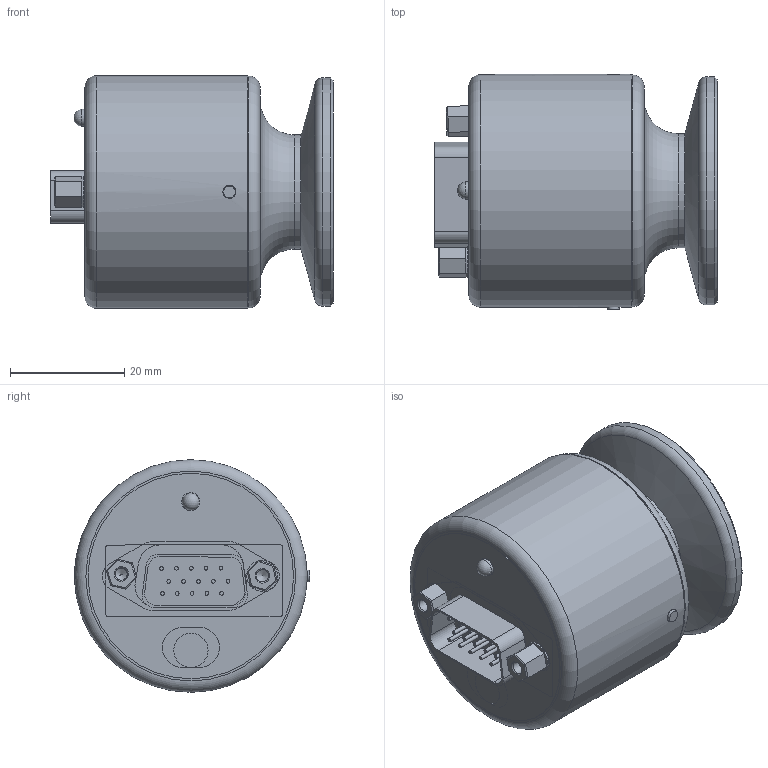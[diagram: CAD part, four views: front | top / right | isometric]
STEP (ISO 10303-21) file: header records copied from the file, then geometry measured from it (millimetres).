
FILE_DESCRIPTION((''),'2;1');
FILE_NAME('902B-KF25-ASSEMBLY.stp','2014-09-02T15:23:33',('HeibyJa'),(''),'Autodesk Inventor 2013','Autodesk Inventor 2013','');
FILE_SCHEMA(('AUTOMOTIVE_DESIGN { 1 0 10303 214 1 1 1 1 }'));
Length unit declared in the file: millimetre
Products named in the file (9): 902B-KF25-ASSEMBLY; 100013962; 100013958; 100013960; 100017070; 100017575; 100013909; 100013116; 100013119
Assembly tree (10 placements, depth 3):
  902B-KF25-ASSEMBLY
    100013962
      100013958
      100013960
    100017070  x2
    100017575
    100013909  x2
    100013116
    100013119
Bounding box: 49.54 x 41.17 x 40.75 mm (x, y, z)
Volume: 18086.3 mm3; surface area: 21346.4 mm2
Topology: 9 solids, 9 shells, 440 faces, 972 edges, 585 vertices
Faces by surface type: plane 247, cylinder 172, cone 15, torus 5, sphere 1
Full cylindrical faces by diameter (mm): 0.65 x30, 1.567 x3, 2 x19, 2.05 x4, 2.156 x4, 2.301 x2, 2.7 x2, 2.997 x1, 3 x3, 3.175 x2, 3.2 x1, 3.45 x2, 3.5 x2, 5.4 x2, 6 x1, 17.2 x1, 18.6 x1, 19 x1, 20 x1, 26.26 x1, 36 x1, 38 x1, 39.6 x2, 39.75 x1, 40 x1, 40.6 x1, 40.75 x1
Entity records: 9925 total; most frequent: CARTESIAN_POINT 1730, DIRECTION 1725, ORIENTED_EDGE 1346, AXIS2_PLACEMENT_3D 685, EDGE_CURVE 673, EDGE_LOOP 573, VERTEX_POINT 480, FACE_OUTER_BOUND 356
